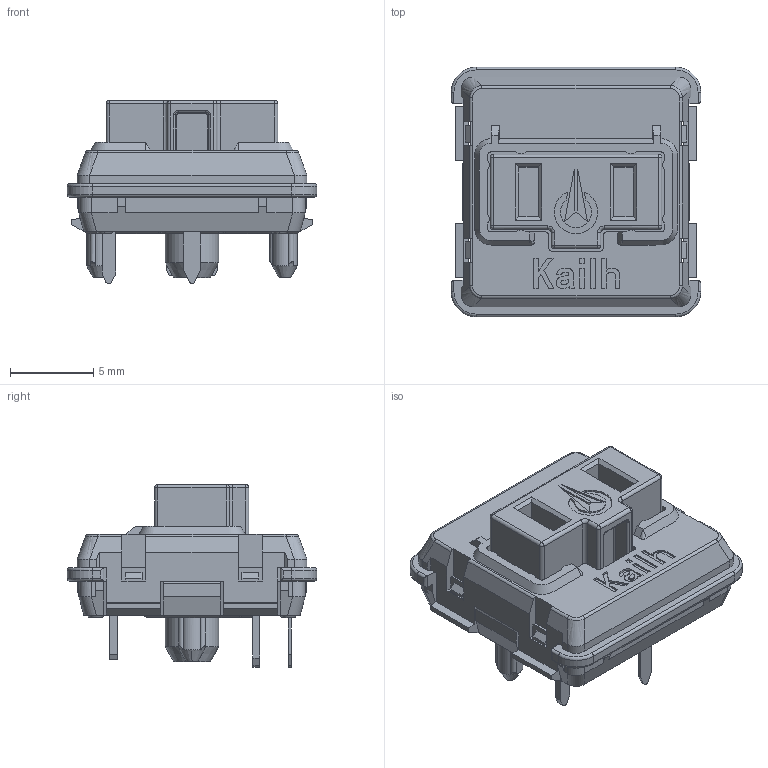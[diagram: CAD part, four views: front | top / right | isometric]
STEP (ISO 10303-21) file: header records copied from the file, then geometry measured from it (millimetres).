
FILE_DESCRIPTION(/* description */ ('STEP AP242','CAx-IF Rec.Pracs.---Representation and Presentation of Product Manufacturing Information (PMI)---4.0---2014-10-13','CAx-IF Rec.Pracs.---3D Tessellated Geometry---0.4---2014-09-14','2;1'),/* implementation_level */ '2;1');
FILE_NAME(/* name */ '651b4075caf69b72a14759ca',/* time_stamp */ '2023-10-02T22:13:11Z',/* author */ (''),/* organization */ (''),/* preprocessor_version */ 'ST-DEVELOPER v19.4',/* originating_system */ ' ',/* authorisation */ ' ');
FILE_SCHEMA (('AP242_MANAGED_MODEL_BASED_3D_ENGINEERING_MIM_LF { 1 0 10303 442 1 1 4 }'));
Length unit declared in the file: metre
Products named in the file (9): Kailh Choc Low Profile Switch; Document
Assembly tree (8 placements, depth 2):
  Kailh Choc Low Profile Switch
    Document
    Document
    Document
    Document
    Document
    Document
    Document
    Document
Bounding box: 15 x 15 x 11 mm (x, y, z)
Volume: 959.1 mm3; surface area: 1606.4 mm2
Topology: 8 solids, 8 shells, 527 faces, 1405 edges, 898 vertices
Faces by surface type: plane 359, cylinder 106, bspline 22, cone 18, torus 14, sphere 8
Entity records: 17092 total; most frequent: CARTESIAN_POINT 3807, ORIENTED_EDGE 2802, DIRECTION 2576, EDGE_CURVE 1401, LINE 1086, VECTOR 1086, VERTEX_POINT 898, AXIS2_PLACEMENT_3D 745
